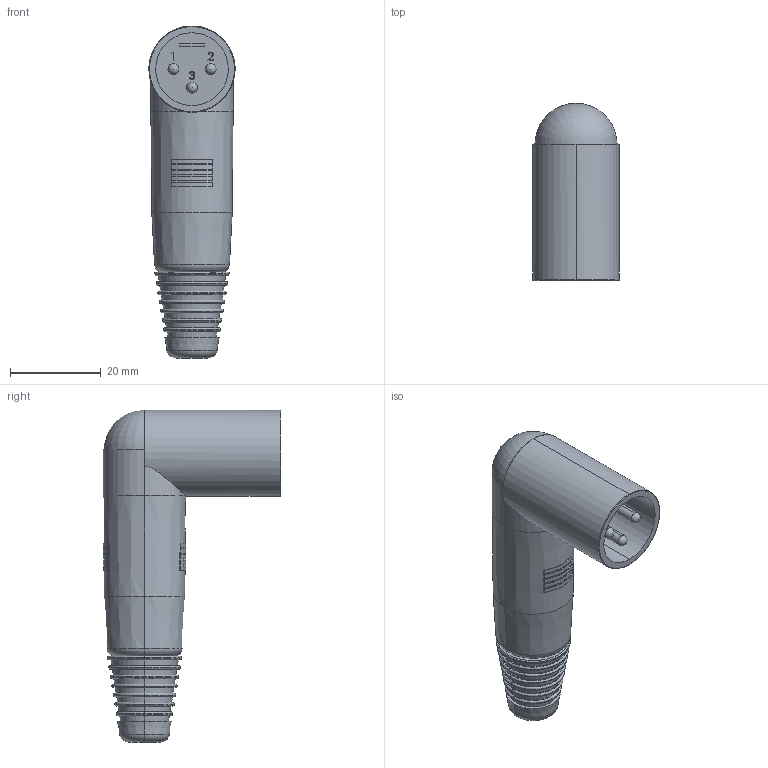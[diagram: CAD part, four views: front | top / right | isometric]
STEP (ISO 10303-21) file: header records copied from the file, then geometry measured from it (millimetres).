
FILE_DESCRIPTION (( 'STEP AP214' ), '1' );
FILE_NAME ('CON-XLR-MRA.STEP', '2010-02-12T13:59:51', ( 'Windows XP Mode' ), ( '' ), 'SwSTEP 2.0', 'SolidWorks 2008', '' );
FILE_SCHEMA (( 'AUTOMOTIVE_DESIGN' ));
Length unit declared in the file: inch
Products named in the file (1): CON-XLR-MRA
Bounding box: 19.05 x 39.19 x 73.33 mm (x, y, z)
Volume: 18792.6 mm3; surface area: 7134.8 mm2
Topology: 1 solids, 1 shells, 199 faces, 461 edges, 294 vertices
Faces by surface type: plane 84, cone 42, torus 35, bspline 20, cylinder 15, sphere 3
Entity records: 8537 total; most frequent: CARTESIAN_POINT 2429, DIRECTION 925, ORIENTED_EDGE 902, EDGE_CURVE 451, AXIS2_PLACEMENT_3D 380, VERTEX_POINT 288, EDGE_LOOP 233, CIRCLE 200
